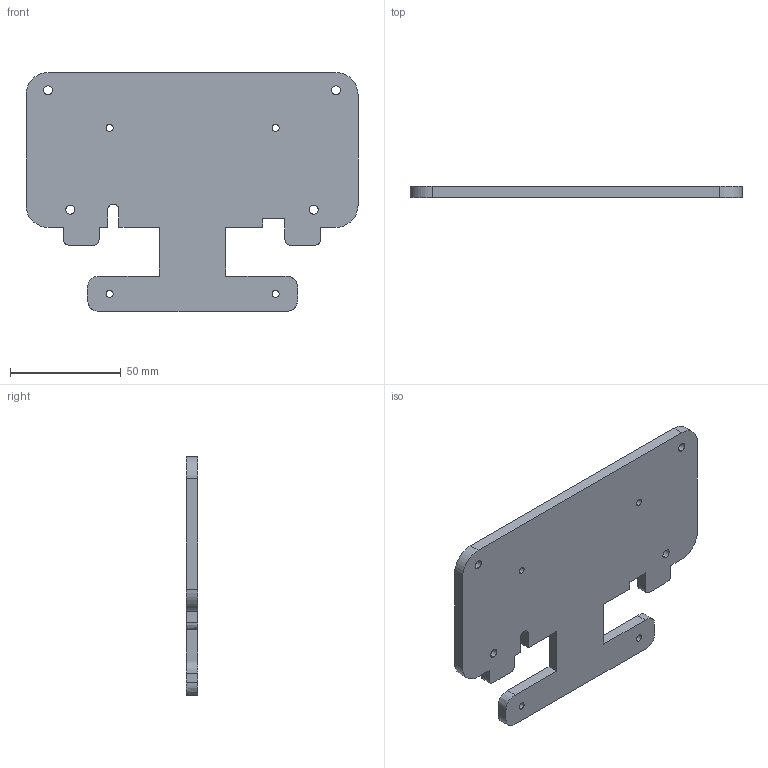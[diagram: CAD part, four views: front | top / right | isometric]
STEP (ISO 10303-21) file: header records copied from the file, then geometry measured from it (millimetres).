
FILE_DESCRIPTION (( 'STEP AP203' ), '1' );
FILE_NAME ('gabarit v2.7 (not bored).STEP', '2020-06-16T14:54:46', ( '' ), ( '' ), 'SwSTEP 2.0', 'SolidWorks 2017', '' );
FILE_SCHEMA (( 'CONFIG_CONTROL_DESIGN' ));
Length unit declared in the file: millimetre
Products named in the file (1): gabarit v2.7 (not bored)
Bounding box: 150 x 5 x 108 mm (x, y, z)
Volume: 63245.1 mm3; surface area: 29122.9 mm2
Topology: 1 solids, 1 shells, 56 faces, 162 edges, 108 vertices
Faces by surface type: plane 27, cylinder 21, bspline 8
Entity records: 2429 total; most frequent: CARTESIAN_POINT 887, ORIENTED_EDGE 324, DIRECTION 270, EDGE_CURVE 162, VERTEX_POINT 108, AXIS2_PLACEMENT_3D 91, LINE 88, VECTOR 88
